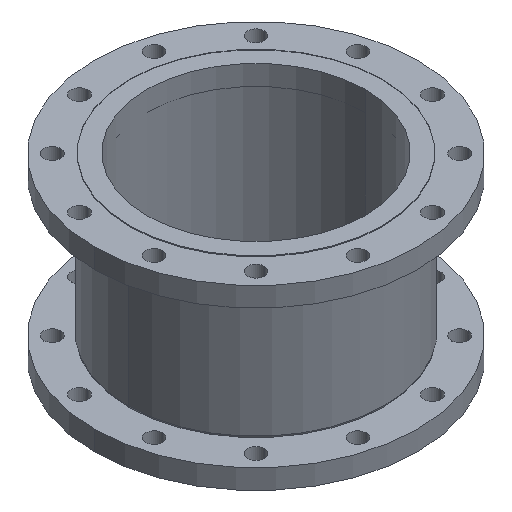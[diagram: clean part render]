
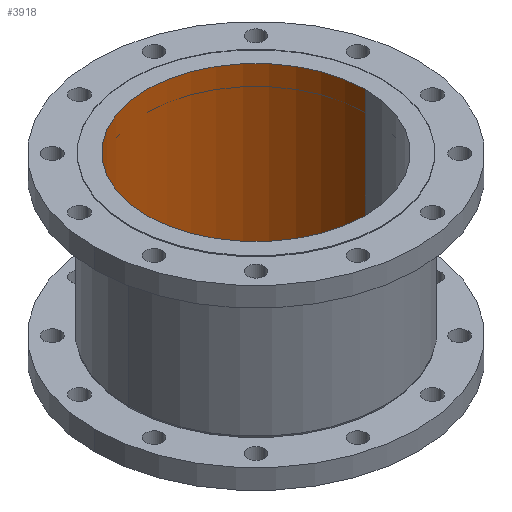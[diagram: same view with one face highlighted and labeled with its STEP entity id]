
A CAD part, isometric view. The second image highlights one B-rep face of the part: STEP entity #3918.
In plain terms, the highlighted cylindrical face has radius 155.25 mm (diameter 310.5 mm), a partial arc.
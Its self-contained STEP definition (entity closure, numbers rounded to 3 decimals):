
#462 = DIRECTION ( 'NONE',  ( 1., 0., 0. ) ) ;
#1166 = DIRECTION ( 'NONE',  ( 1., 0., 0. ) ) ;
#1550 = ORIENTED_EDGE ( 'NONE', *, *, #28509, .T. ) ;
#2207 = DIRECTION ( 'NONE',  ( 0., 0., 1. ) ) ;
#2842 = CARTESIAN_POINT ( 'NONE',  ( 0., 0., 10.973 ) ) ;
#3103 = EDGE_CURVE ( 'NONE', #25276, #18915, #8112, .T. ) ;
#3918 = ADVANCED_FACE ( 'NONE', ( #4933 ), #18646, .F. ) ;
#4263 = EDGE_CURVE ( 'NONE', #11762, #24430, #10985, .T. ) ;
#4933 = FACE_OUTER_BOUND ( 'NONE', #24393, .T. ) ;
#5131 = ORIENTED_EDGE ( 'NONE', *, *, #4263, .T. ) ;
#7146 = ORIENTED_EDGE ( 'NONE', *, *, #3103, .F. ) ;
#7560 = CARTESIAN_POINT ( 'NONE',  ( 0., 0., 0. ) ) ;
#8112 = CIRCLE ( 'NONE', #29065, 155.25 ) ;
#9689 = DIRECTION ( 'NONE',  ( 0., 0., 1. ) ) ;
#10672 = VECTOR ( 'NONE', #24415, 1000. ) ;
#10985 = CIRCLE ( 'NONE', #22891, 155.25 ) ;
#11762 = VERTEX_POINT ( 'NONE', #20838 ) ;
#11972 = VECTOR ( 'NONE', #17621, 1000. ) ;
#12394 = AXIS2_PLACEMENT_3D ( 'NONE', #2842, #9689, #462 ) ;
#13497 = CARTESIAN_POINT ( 'NONE',  ( -155.25, 0., 10.973 ) ) ;
#15899 = DIRECTION ( 'NONE',  ( 1., 0., 0. ) ) ;
#16164 = CARTESIAN_POINT ( 'NONE',  ( 155.25, 0., -255. ) ) ;
#16557 = CARTESIAN_POINT ( 'NONE',  ( -155.25, 0., 0. ) ) ;
#17273 = EDGE_CURVE ( 'NONE', #18915, #24430, #26499, .T. ) ;
#17327 = LINE ( 'NONE', #20026, #11972 ) ;
#17621 = DIRECTION ( 'NONE',  ( 0., 0., 1. ) ) ;
#18646 = CYLINDRICAL_SURFACE ( 'NONE', #12394, 155.25 ) ;
#18915 = VERTEX_POINT ( 'NONE', #25623 ) ;
#20026 = CARTESIAN_POINT ( 'NONE',  ( 155.25, 0., 10.973 ) ) ;
#20838 = CARTESIAN_POINT ( 'NONE',  ( 155.25, 0., 0. ) ) ;
#22891 = AXIS2_PLACEMENT_3D ( 'NONE', #7560, #26346, #1166 ) ;
#24393 = EDGE_LOOP ( 'NONE', ( #27363, #7146, #1550, #5131 ) ) ;
#24415 = DIRECTION ( 'NONE',  ( 0., 0., 1. ) ) ;
#24430 = VERTEX_POINT ( 'NONE', #16557 ) ;
#25276 = VERTEX_POINT ( 'NONE', #16164 ) ;
#25623 = CARTESIAN_POINT ( 'NONE',  ( -155.25, 0., -255. ) ) ;
#26346 = DIRECTION ( 'NONE',  ( 0., 0., 1. ) ) ;
#26499 = LINE ( 'NONE', #13497, #10672 ) ;
#26809 = CARTESIAN_POINT ( 'NONE',  ( 0., 0., -255. ) ) ;
#27363 = ORIENTED_EDGE ( 'NONE', *, *, #17273, .F. ) ;
#28509 = EDGE_CURVE ( 'NONE', #25276, #11762, #17327, .T. ) ;
#29065 = AXIS2_PLACEMENT_3D ( 'NONE', #26809, #2207, #15899 ) ;
